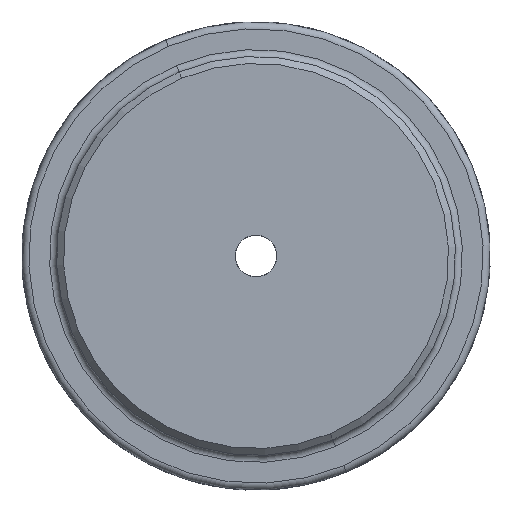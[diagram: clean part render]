
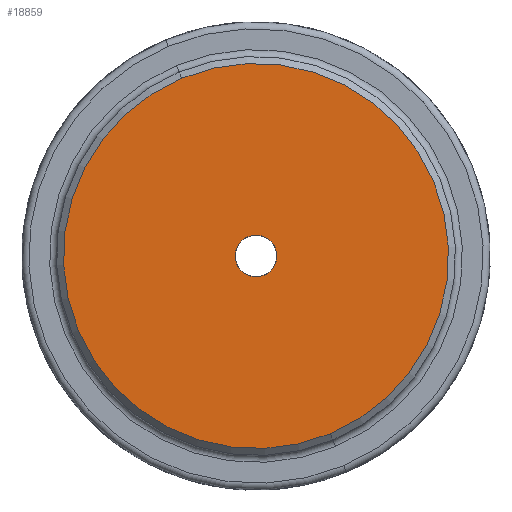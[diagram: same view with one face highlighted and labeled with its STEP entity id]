
A CAD part, left-side view. The second image highlights one B-rep face of the part: STEP entity #18859.
In plain terms, the highlighted face is planar.
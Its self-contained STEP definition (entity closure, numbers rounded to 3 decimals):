
#18155=CARTESIAN_POINT('',(0.,0.,0.));
#18156=DIRECTION('',(0.,0.,1.));
#18157=DIRECTION('',(-1.,0.,0.));
#18158=AXIS2_PLACEMENT_3D('',#18155,#18156,#18157);
#18164=CARTESIAN_POINT('',(0.,0.,0.));
#18165=DIRECTION('',(0.,0.,1.));
#18166=DIRECTION('',(1.,0.,0.));
#18167=AXIS2_PLACEMENT_3D('',#18164,#18165,#18166);
#18178=CARTESIAN_POINT('',(0.,0.,0.));
#18179=DIRECTION('',(0.,0.,1.));
#18180=DIRECTION('',(-1.,0.,0.));
#18181=AXIS2_PLACEMENT_3D('',#18178,#18179,#18180);
#18183=CARTESIAN_POINT('',(0.,0.,0.));
#18184=DIRECTION('',(0.,0.,1.));
#18185=DIRECTION('',(1.,0.,0.));
#18186=AXIS2_PLACEMENT_3D('',#18183,#18184,#18185);
#18242=CARTESIAN_POINT('',(55.5,0.,0.));
#18243=CARTESIAN_POINT('',(-55.5,0.,0.));
#18244=VERTEX_POINT('',#18242);
#18245=VERTEX_POINT('',#18243);
#18272=CARTESIAN_POINT('',(6.,0.,0.));
#18273=CARTESIAN_POINT('',(-6.,0.,0.));
#18274=VERTEX_POINT('',#18272);
#18275=VERTEX_POINT('',#18273);
#18844=CARTESIAN_POINT('',(0.,0.,0.));
#18845=DIRECTION('',(0.,0.,1.));
#18846=DIRECTION('',(1.,0.,0.));
#18847=AXIS2_PLACEMENT_3D('',#18844,#18845,#18846);
#18848=PLANE('',#18847);
#18850=ORIENTED_EDGE('',*,*,#18849,.T.);
#18852=ORIENTED_EDGE('',*,*,#18851,.T.);
#18853=EDGE_LOOP('',(#18850,#18852));
#18854=FACE_OUTER_BOUND('',#18853,.F.);
#18855=ORIENTED_EDGE('',*,*,#18837,.F.);
#18856=ORIENTED_EDGE('',*,*,#18824,.F.);
#18857=EDGE_LOOP('',(#18855,#18856));
#18858=FACE_BOUND('',#18857,.F.);
#18859=ADVANCED_FACE('',(#18854,#18858),#18848,.F.);
#18159=CIRCLE('',#18158,6.);
#18168=CIRCLE('',#18167,6.);
#18182=CIRCLE('',#18181,55.5);
#18187=CIRCLE('',#18186,55.5);
#18824=EDGE_CURVE('',#18275,#18274,#18159,.T.);
#18837=EDGE_CURVE('',#18274,#18275,#18168,.T.);
#18849=EDGE_CURVE('',#18245,#18244,#18182,.T.);
#18851=EDGE_CURVE('',#18244,#18245,#18187,.T.);
